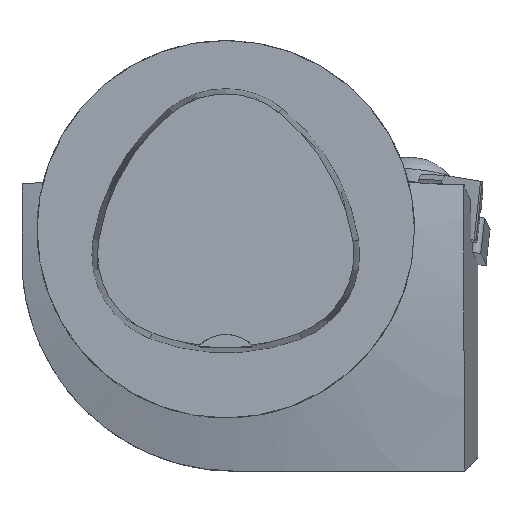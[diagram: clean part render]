
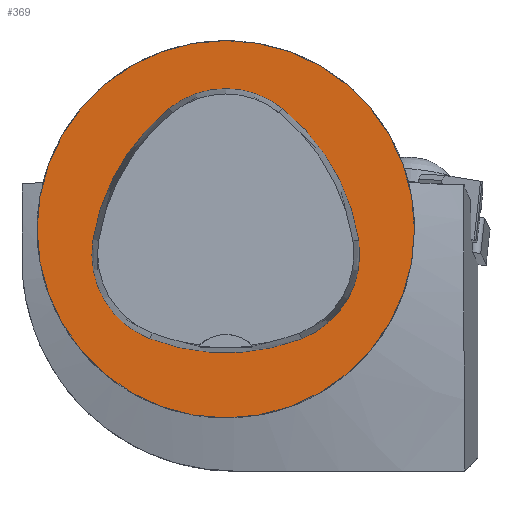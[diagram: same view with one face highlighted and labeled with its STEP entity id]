
A CAD part, top view. The second image highlights one B-rep face of the part: STEP entity #369.
In plain terms, the highlighted planar face has unit normal (0, 0, 1).
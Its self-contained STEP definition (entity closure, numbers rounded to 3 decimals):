
#132=FACE_BOUND('',#651,.T.);
#133=FACE_BOUND('',#652,.T.);
#204=CIRCLE('',#2420,28.);
#205=CIRCLE('',#2422,12.);
#206=CIRCLE('',#2424,28.);
#207=CIRCLE('',#2426,12.);
#208=CIRCLE('',#2428,28.);
#209=CIRCLE('',#2430,12.);
#210=CIRCLE('',#2442,25.);
#277=PLANE('',#2443);
#369=ADVANCED_FACE('',(#132,#133),#277,.T.);
#651=EDGE_LOOP('',(#1009,#1010,#1011,#1012,#1013,#1014));
#652=EDGE_LOOP('',(#1015));
#1009=ORIENTED_EDGE('',*,*,#1764,.F.);
#1010=ORIENTED_EDGE('',*,*,#1762,.F.);
#1011=ORIENTED_EDGE('',*,*,#1760,.F.);
#1012=ORIENTED_EDGE('',*,*,#1758,.F.);
#1013=ORIENTED_EDGE('',*,*,#1756,.F.);
#1014=ORIENTED_EDGE('',*,*,#1753,.F.);
#1015=ORIENTED_EDGE('',*,*,#1777,.T.);
#1524=VERTEX_POINT('',#3604);
#1525=VERTEX_POINT('',#3605);
#1526=VERTEX_POINT('',#3610);
#1527=VERTEX_POINT('',#3614);
#1528=VERTEX_POINT('',#3618);
#1529=VERTEX_POINT('',#3622);
#1538=VERTEX_POINT('',#3654);
#1753=EDGE_CURVE('',#1524,#1525,#204,.T.);
#1756=EDGE_CURVE('',#1525,#1526,#205,.T.);
#1758=EDGE_CURVE('',#1526,#1527,#206,.T.);
#1760=EDGE_CURVE('',#1527,#1528,#207,.T.);
#1762=EDGE_CURVE('',#1528,#1529,#208,.T.);
#1764=EDGE_CURVE('',#1529,#1524,#209,.T.);
#1777=EDGE_CURVE('',#1538,#1538,#210,.T.);
#2420=AXIS2_PLACEMENT_3D('',#3603,#2780,#2781);
#2422=AXIS2_PLACEMENT_3D('',#3609,#2786,#2787);
#2424=AXIS2_PLACEMENT_3D('',#3613,#2791,#2792);
#2426=AXIS2_PLACEMENT_3D('',#3617,#2796,#2797);
#2428=AXIS2_PLACEMENT_3D('',#3621,#2801,#2802);
#2430=AXIS2_PLACEMENT_3D('',#3625,#2806,#2807);
#2442=AXIS2_PLACEMENT_3D('',#3653,#2838,#2839);
#2443=AXIS2_PLACEMENT_3D('',#3655,#2840,#2841);
#2780=DIRECTION('',(0.,0.,1.));
#2781=DIRECTION('',(1.,0.,0.));
#2786=DIRECTION('',(0.,0.,1.));
#2787=DIRECTION('',(1.,0.,0.));
#2791=DIRECTION('',(0.,0.,1.));
#2792=DIRECTION('',(1.,0.,0.));
#2796=DIRECTION('',(0.,0.,1.));
#2797=DIRECTION('',(1.,0.,0.));
#2801=DIRECTION('',(0.,0.,1.));
#2802=DIRECTION('',(1.,0.,0.));
#2806=DIRECTION('',(0.,0.,1.));
#2807=DIRECTION('',(1.,0.,0.));
#2838=DIRECTION('',(0.,0.,1.));
#2839=DIRECTION('',(1.,0.,0.));
#2840=DIRECTION('',(0.,0.,1.));
#2841=DIRECTION('',(-1.,0.,0.));
#3603=CARTESIAN_POINT('',(-10.068,-5.824,0.));
#3604=CARTESIAN_POINT('',(17.584,-1.424,0.));
#3605=CARTESIAN_POINT('',(7.531,15.953,0.));
#3609=CARTESIAN_POINT('',(-0.011,6.62,0.));
#3610=CARTESIAN_POINT('',(-7.567,15.942,0.));
#3613=CARTESIAN_POINT('',(10.063,-5.81,0.));
#3614=CARTESIAN_POINT('',(-17.59,-1.418,0.));
#3617=CARTESIAN_POINT('',(-5.739,-3.3,0.));
#3618=CARTESIAN_POINT('',(-10.05,-14.499,0.));
#3621=CARTESIAN_POINT('',(0.01,11.631,0.));
#3622=CARTESIAN_POINT('',(10.025,-14.516,0.));
#3625=CARTESIAN_POINT('',(5.733,-3.31,0.));
#3653=CARTESIAN_POINT('',(0.,0.,
0.));
#3654=CARTESIAN_POINT('',(25.,0.,0.));
#3655=CARTESIAN_POINT('',(0.,0.,
0.));
